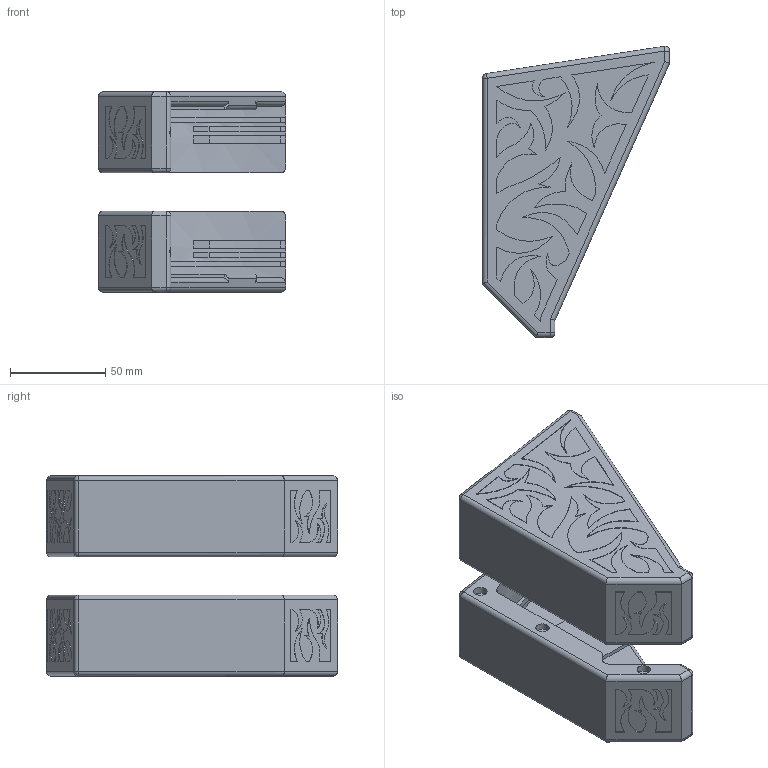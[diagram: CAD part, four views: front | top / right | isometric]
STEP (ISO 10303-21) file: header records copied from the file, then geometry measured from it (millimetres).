
FILE_DESCRIPTION (( 'STEP AP214' ), '1' );
FILE_NAME ('TopHalf.STEP', '2025-05-04T21:20:52', ( '' ), ( '' ), 'SwSTEP 2.0', 'SolidWorks 2018', '' );
FILE_SCHEMA (( 'AUTOMOTIVE_DESIGN' ));
Length unit declared in the file: centimetre
Products named in the file (1): TopHalf
Bounding box: 98.1 x 152.62 x 105 mm (x, y, z)
Volume: 337864.8 mm3; surface area: 82112.2 mm2
Topology: 2 solids, 2 shells, 538 faces, 1494 edges, 964 vertices
Faces by surface type: plane 200, bspline 180, cylinder 146, sphere 12
Entity records: 17511 total; most frequent: CARTESIAN_POINT 4915, ORIENTED_EDGE 2964, DIRECTION 2062, EDGE_CURVE 1482, VERTEX_POINT 960, LINE 824, VECTOR 824, AXIS2_PLACEMENT_3D 619
